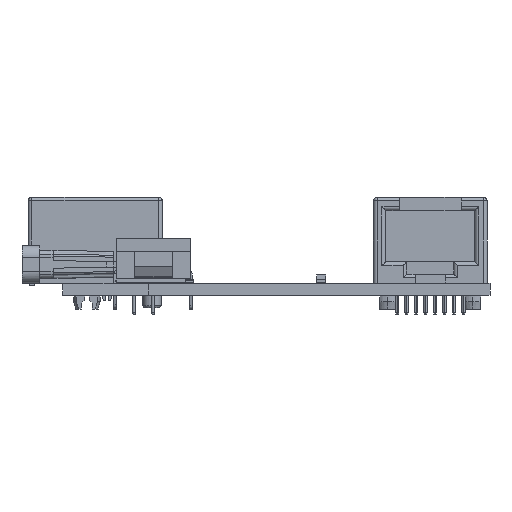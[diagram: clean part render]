
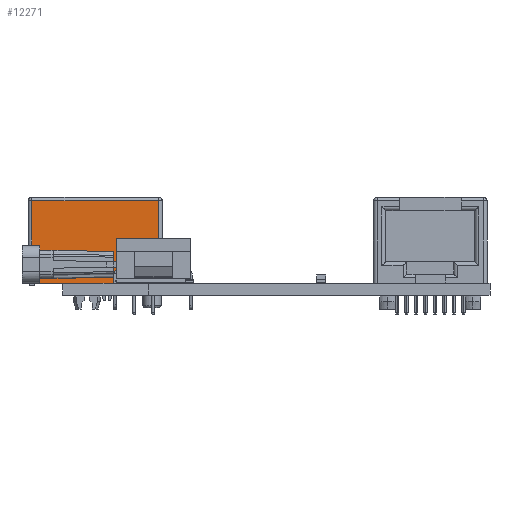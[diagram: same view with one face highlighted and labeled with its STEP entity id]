
A CAD part, left-side view. The second image highlights one B-rep face of the part: STEP entity #12271.
In plain terms, the highlighted face is planar.
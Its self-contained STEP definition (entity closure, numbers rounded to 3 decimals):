
#12271 = ADVANCED_FACE('',(#12272),#12306,.F.);
#12272 = FACE_BOUND('',#12273,.T.);
#12273 = EDGE_LOOP('',(#12274,#12284,#12292,#12300));
#12274 = ORIENTED_EDGE('',*,*,#12275,.T.);
#12275 = EDGE_CURVE('',#12276,#12278,#12280,.T.);
#12276 = VERTEX_POINT('',#12277);
#12277 = CARTESIAN_POINT('',(7.62,0.,7.38));
#12278 = VERTEX_POINT('',#12279);
#12279 = CARTESIAN_POINT('',(7.62,0.,-9.62));
#12280 = LINE('',#12281,#12282);
#12281 = CARTESIAN_POINT('',(7.62,0.,7.88));
#12282 = VECTOR('',#12283,1.);
#12283 = DIRECTION('',(0.,0.,-1.));
#12284 = ORIENTED_EDGE('',*,*,#12285,.T.);
#12285 = EDGE_CURVE('',#12278,#12286,#12288,.T.);
#12286 = VERTEX_POINT('',#12287);
#12287 = CARTESIAN_POINT('',(7.62,11.,-9.62));
#12288 = LINE('',#12289,#12290);
#12289 = CARTESIAN_POINT('',(7.62,11.5,-9.62));
#12290 = VECTOR('',#12291,1.);
#12291 = DIRECTION('',(-0.,1.,-0.));
#12292 = ORIENTED_EDGE('',*,*,#12293,.T.);
#12293 = EDGE_CURVE('',#12286,#12294,#12296,.T.);
#12294 = VERTEX_POINT('',#12295);
#12295 = CARTESIAN_POINT('',(7.62,11.,7.38));
#12296 = LINE('',#12297,#12298);
#12297 = CARTESIAN_POINT('',(7.62,11.,7.88));
#12298 = VECTOR('',#12299,1.);
#12299 = DIRECTION('',(0.,-0.,1.));
#12300 = ORIENTED_EDGE('',*,*,#12301,.T.);
#12301 = EDGE_CURVE('',#12294,#12276,#12302,.T.);
#12302 = LINE('',#12303,#12304);
#12303 = CARTESIAN_POINT('',(7.62,11.5,7.38));
#12304 = VECTOR('',#12305,1.);
#12305 = DIRECTION('',(0.,-1.,0.));
#12306 = PLANE('',#12307);
#12307 = AXIS2_PLACEMENT_3D('',#12308,#12309,#12310);
#12308 = CARTESIAN_POINT('',(7.62,11.5,7.88));
#12309 = DIRECTION('',(-1.,0.,0.));
#12310 = DIRECTION('',(0.,0.,1.));
